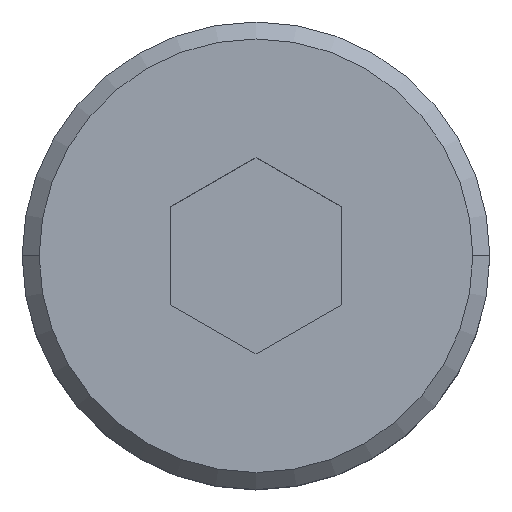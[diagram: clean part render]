
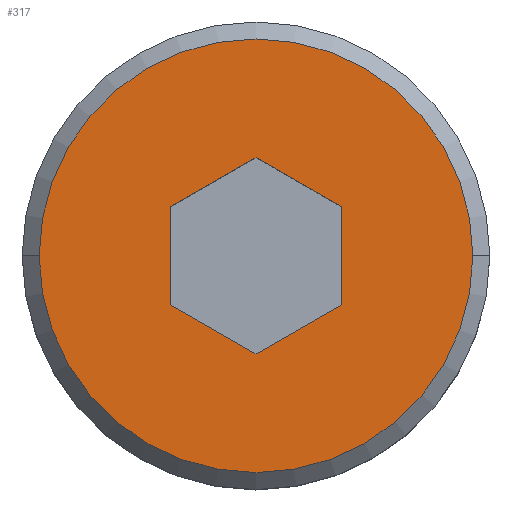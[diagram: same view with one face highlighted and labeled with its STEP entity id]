
A CAD part, top view. The second image highlights one B-rep face of the part: STEP entity #317.
In plain terms, the highlighted planar face has unit normal (0, 0, 1).
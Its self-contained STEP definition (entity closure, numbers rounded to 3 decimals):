
#3 = EDGE_CURVE ( 'NONE', #48, #99, #460, .T. ) ;
#30 = CARTESIAN_POINT ( 'NONE',  ( -1., 0.577, 3. ) ) ;
#36 = DIRECTION ( 'NONE',  ( -0.866, 0.5, 0. ) ) ;
#43 = ORIENTED_EDGE ( 'NONE', *, *, #453, .F. ) ;
#48 = VERTEX_POINT ( 'NONE', #342 ) ;
#52 = LINE ( 'NONE', #219, #183 ) ;
#66 = CARTESIAN_POINT ( 'NONE',  ( -1., -0.577, 3. ) ) ;
#74 = LINE ( 'NONE', #298, #296 ) ;
#78 = VECTOR ( 'NONE', #284, 1000. ) ;
#81 = EDGE_LOOP ( 'NONE', ( #122, #160 ) ) ;
#96 = VERTEX_POINT ( 'NONE', #349 ) ;
#99 = VERTEX_POINT ( 'NONE', #520 ) ;
#100 = DIRECTION ( 'NONE',  ( 1., 0., 0. ) ) ;
#104 = VECTOR ( 'NONE', #547, 1000. ) ;
#121 = AXIS2_PLACEMENT_3D ( 'NONE', #502, #545, #541 ) ;
#122 = ORIENTED_EDGE ( 'NONE', *, *, #304, .T. ) ;
#128 = VERTEX_POINT ( 'NONE', #265 ) ;
#144 = CARTESIAN_POINT ( 'NONE',  ( 1., -0.577, 3. ) ) ;
#146 = VECTOR ( 'NONE', #36, 1000. ) ;
#148 = CARTESIAN_POINT ( 'NONE',  ( 0., 0., 3. ) ) ;
#152 = LINE ( 'NONE', #505, #104 ) ;
#160 = ORIENTED_EDGE ( 'NONE', *, *, #287, .T. ) ;
#183 = VECTOR ( 'NONE', #323, 1000. ) ;
#193 = FACE_OUTER_BOUND ( 'NONE', #81, .T. ) ;
#197 = EDGE_CURVE ( 'NONE', #128, #452, #52, .T. ) ;
#199 = ORIENTED_EDGE ( 'NONE', *, *, #479, .F. ) ;
#219 = CARTESIAN_POINT ( 'NONE',  ( 0., 1.155, 3. ) ) ;
#237 = PLANE ( 'NONE',  #536 ) ;
#258 = CIRCLE ( 'NONE', #121, 2.55 ) ;
#265 = CARTESIAN_POINT ( 'NONE',  ( 0., 1.155, 3. ) ) ;
#278 = CIRCLE ( 'NONE', #320, 2.55 ) ;
#281 = DIRECTION ( 'NONE',  ( 0., 0., 1. ) ) ;
#284 = DIRECTION ( 'NONE',  ( 0., -1., 0. ) ) ;
#287 = EDGE_CURVE ( 'NONE', #96, #450, #258, .T. ) ;
#296 = VECTOR ( 'NONE', #387, 1000. ) ;
#298 = CARTESIAN_POINT ( 'NONE',  ( 1., -0.577, 3. ) ) ;
#304 = EDGE_CURVE ( 'NONE', #450, #96, #278, .T. ) ;
#317 = ADVANCED_FACE ( 'NONE', ( #193, #499 ), #237, .T. ) ;
#320 = AXIS2_PLACEMENT_3D ( 'NONE', #148, #281, #459 ) ;
#321 = VERTEX_POINT ( 'NONE', #144 ) ;
#323 = DIRECTION ( 'NONE',  ( -0.866, -0.5, 0. ) ) ;
#336 = ORIENTED_EDGE ( 'NONE', *, *, #197, .F. ) ;
#342 = CARTESIAN_POINT ( 'NONE',  ( -1., -0.577, 3. ) ) ;
#344 = CARTESIAN_POINT ( 'NONE',  ( -1., 0.577, 3. ) ) ;
#347 = LINE ( 'NONE', #30, #78 ) ;
#349 = CARTESIAN_POINT ( 'NONE',  ( 2.55, 0., 3. ) ) ;
#357 = ORIENTED_EDGE ( 'NONE', *, *, #465, .F. ) ;
#383 = CARTESIAN_POINT ( 'NONE',  ( 1., 0.577, 3. ) ) ;
#387 = DIRECTION ( 'NONE',  ( 0., 1., 0. ) ) ;
#396 = ORIENTED_EDGE ( 'NONE', *, *, #458, .F. ) ;
#450 = VERTEX_POINT ( 'NONE', #467 ) ;
#452 = VERTEX_POINT ( 'NONE', #344 ) ;
#453 = EDGE_CURVE ( 'NONE', #99, #321, #152, .T. ) ;
#458 = EDGE_CURVE ( 'NONE', #452, #48, #347, .T. ) ;
#459 = DIRECTION ( 'NONE',  ( 1., 0., 0. ) ) ;
#460 = LINE ( 'NONE', #66, #549 ) ;
#465 = EDGE_CURVE ( 'NONE', #523, #128, #471, .T. ) ;
#467 = CARTESIAN_POINT ( 'NONE',  ( -2.55, 0., 3. ) ) ;
#471 = LINE ( 'NONE', #508, #146 ) ;
#478 = EDGE_LOOP ( 'NONE', ( #357, #199, #43, #494, #396, #336 ) ) ;
#479 = EDGE_CURVE ( 'NONE', #321, #523, #74, .T. ) ;
#494 = ORIENTED_EDGE ( 'NONE', *, *, #3, .F. ) ;
#495 = CARTESIAN_POINT ( 'NONE',  ( 0., 0., 3. ) ) ;
#499 = FACE_BOUND ( 'NONE', #478, .T. ) ;
#502 = CARTESIAN_POINT ( 'NONE',  ( 0., 0., 3. ) ) ;
#505 = CARTESIAN_POINT ( 'NONE',  ( 0., -1.155, 3. ) ) ;
#508 = CARTESIAN_POINT ( 'NONE',  ( 1., 0.577, 3. ) ) ;
#509 = DIRECTION ( 'NONE',  ( 0.866, -0.5, 0. ) ) ;
#520 = CARTESIAN_POINT ( 'NONE',  ( 0., -1.155, 3. ) ) ;
#523 = VERTEX_POINT ( 'NONE', #383 ) ;
#536 = AXIS2_PLACEMENT_3D ( 'NONE', #495, #539, #100 ) ;
#539 = DIRECTION ( 'NONE',  ( 0., 0., 1. ) ) ;
#541 = DIRECTION ( 'NONE',  ( 1., 0., 0. ) ) ;
#545 = DIRECTION ( 'NONE',  ( 0., 0., 1. ) ) ;
#547 = DIRECTION ( 'NONE',  ( 0.866, 0.5, 0. ) ) ;
#549 = VECTOR ( 'NONE', #509, 1000. ) ;
